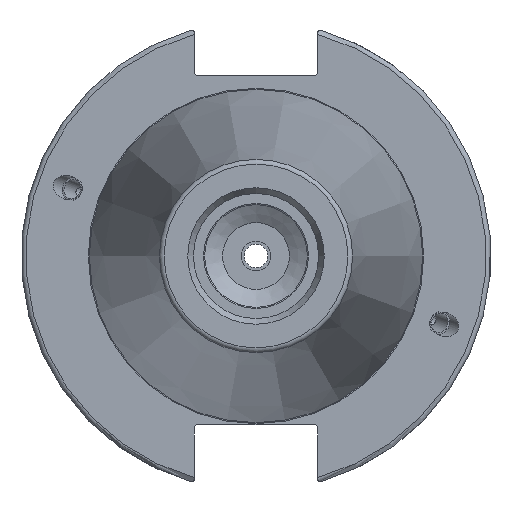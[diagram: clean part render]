
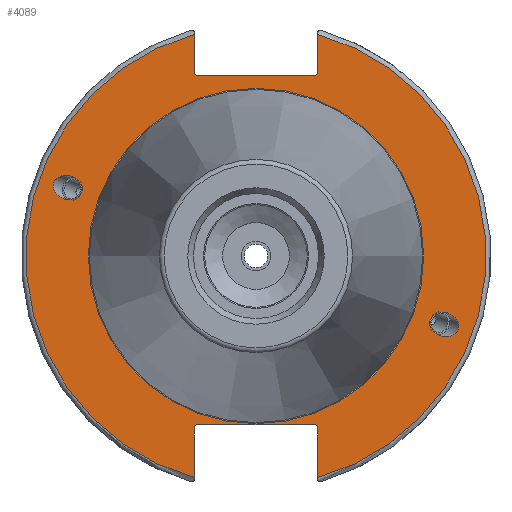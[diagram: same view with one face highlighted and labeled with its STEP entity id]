
A CAD part, left-side view. The second image highlights one B-rep face of the part: STEP entity #4089.
In plain terms, the highlighted planar face has unit normal (-1, 0, 0).
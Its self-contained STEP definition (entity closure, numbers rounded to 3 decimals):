
#79=ELLIPSE('',#4494,3.052,2.5);
#80=ELLIPSE('',#4528,3.052,2.5);
#238=FACE_BOUND('',#780,.T.);
#239=FACE_BOUND('',#781,.T.);
#240=FACE_BOUND('',#782,.T.);
#283=PLANE('',#4538);
#499=FACE_OUTER_BOUND('',#779,.T.);
#779=EDGE_LOOP('',(#3026,#3027,#3028,#3029,#3030,#3031,#3032,#3033,#3034,
#3035,#3036,#3037));
#780=EDGE_LOOP('',(#3038));
#781=EDGE_LOOP('',(#3039));
#782=EDGE_LOOP('',(#3040));
#1062=LINE('',#6863,#1304);
#1063=LINE('',#6865,#1305);
#1064=LINE('',#6867,#1306);
#1065=LINE('',#6869,#1307);
#1066=LINE('',#6871,#1308);
#1067=LINE('',#6875,#1309);
#1068=LINE('',#6877,#1310);
#1069=LINE('',#6879,#1311);
#1070=LINE('',#6881,#1312);
#1071=LINE('',#6882,#1313);
#1304=VECTOR('',#5242,10.);
#1305=VECTOR('',#5243,10.);
#1306=VECTOR('',#5244,10.);
#1307=VECTOR('',#5245,10.);
#1308=VECTOR('',#5246,10.);
#1309=VECTOR('',#5249,10.);
#1310=VECTOR('',#5250,10.);
#1311=VECTOR('',#5251,10.);
#1312=VECTOR('',#5252,10.);
#1313=VECTOR('',#5253,10.);
#1553=CIRCLE('',#4536,35.125);
#1555=CIRCLE('',#4539,48.213);
#1556=CIRCLE('',#4540,48.213);
#1801=VERTEX_POINT('',#6580);
#1839=VERTEX_POINT('',#6839);
#1844=VERTEX_POINT('',#6854);
#1845=VERTEX_POINT('',#6859);
#1846=VERTEX_POINT('',#6860);
#1847=VERTEX_POINT('',#6862);
#1848=VERTEX_POINT('',#6864);
#1849=VERTEX_POINT('',#6866);
#1850=VERTEX_POINT('',#6868);
#1851=VERTEX_POINT('',#6870);
#1852=VERTEX_POINT('',#6872);
#1853=VERTEX_POINT('',#6874);
#1854=VERTEX_POINT('',#6876);
#1855=VERTEX_POINT('',#6878);
#1856=VERTEX_POINT('',#6880);
#2231=EDGE_CURVE('',#1801,#1801,#79,.T.);
#2282=EDGE_CURVE('',#1839,#1839,#80,.T.);
#2289=EDGE_CURVE('',#1844,#1844,#1553,.T.);
#2291=EDGE_CURVE('',#1845,#1846,#1555,.T.);
#2292=EDGE_CURVE('',#1845,#1847,#1062,.T.);
#2293=EDGE_CURVE('',#1848,#1847,#1063,.T.);
#2294=EDGE_CURVE('',#1848,#1849,#1064,.T.);
#2295=EDGE_CURVE('',#1850,#1849,#1065,.T.);
#2296=EDGE_CURVE('',#1850,#1851,#1066,.T.);
#2297=EDGE_CURVE('',#1852,#1851,#1556,.T.);
#2298=EDGE_CURVE('',#1852,#1853,#1067,.T.);
#2299=EDGE_CURVE('',#1854,#1853,#1068,.T.);
#2300=EDGE_CURVE('',#1854,#1855,#1069,.T.);
#2301=EDGE_CURVE('',#1856,#1855,#1070,.T.);
#2302=EDGE_CURVE('',#1856,#1846,#1071,.T.);
#3026=ORIENTED_EDGE('',*,*,#2291,.F.);
#3027=ORIENTED_EDGE('',*,*,#2292,.T.);
#3028=ORIENTED_EDGE('',*,*,#2293,.F.);
#3029=ORIENTED_EDGE('',*,*,#2294,.T.);
#3030=ORIENTED_EDGE('',*,*,#2295,.F.);
#3031=ORIENTED_EDGE('',*,*,#2296,.T.);
#3032=ORIENTED_EDGE('',*,*,#2297,.F.);
#3033=ORIENTED_EDGE('',*,*,#2298,.T.);
#3034=ORIENTED_EDGE('',*,*,#2299,.F.);
#3035=ORIENTED_EDGE('',*,*,#2300,.T.);
#3036=ORIENTED_EDGE('',*,*,#2301,.F.);
#3037=ORIENTED_EDGE('',*,*,#2302,.T.);
#3038=ORIENTED_EDGE('',*,*,#2231,.T.);
#3039=ORIENTED_EDGE('',*,*,#2282,.T.);
#3040=ORIENTED_EDGE('',*,*,#2289,.F.);
#4089=ADVANCED_FACE('',(#499,#238,#239,#240),#283,.T.);
#4494=AXIS2_PLACEMENT_3D('',#6582,#5132,#5133);
#4528=AXIS2_PLACEMENT_3D('',#6841,#5216,#5217);
#4536=AXIS2_PLACEMENT_3D('',#6856,#5234,#5235);
#4538=AXIS2_PLACEMENT_3D('',#6858,#5238,#5239);
#4539=AXIS2_PLACEMENT_3D('',#6861,#5240,#5241);
#4540=AXIS2_PLACEMENT_3D('',#6873,#5247,#5248);
#5132=DIRECTION('center_axis',(1.,0.,0.));
#5133=DIRECTION('ref_axis',(0.,-0.94,-0.342));
#5216=DIRECTION('center_axis',(1.,0.,0.));
#5217=DIRECTION('ref_axis',(0.,0.94,0.342));
#5234=DIRECTION('center_axis',(-1.,0.,0.));
#5235=DIRECTION('ref_axis',(0.,-1.,0.));
#5238=DIRECTION('center_axis',(-1.,0.,0.));
#5239=DIRECTION('ref_axis',(0.,0.,1.));
#5240=DIRECTION('center_axis',(1.,0.,0.));
#5241=DIRECTION('ref_axis',(0.,-1.,0.));
#5242=DIRECTION('',(0.,0.,-1.));
#5243=DIRECTION('',(0.,-0.707,0.707));
#5244=DIRECTION('',(0.,1.,0.));
#5245=DIRECTION('',(0.,-0.707,-0.707));
#5246=DIRECTION('',(0.,0.,1.));
#5247=DIRECTION('center_axis',(1.,0.,0.));
#5248=DIRECTION('ref_axis',(0.,1.,0.));
#5249=DIRECTION('',(0.,0.,1.));
#5250=DIRECTION('',(0.,0.707,-0.707));
#5251=DIRECTION('',(0.,-1.,0.));
#5252=DIRECTION('',(0.,0.707,0.707));
#5253=DIRECTION('',(0.,0.,-1.));
#6580=CARTESIAN_POINT('',(3.175,-36.599,-13.321));
#6582=CARTESIAN_POINT('Origin',(3.175,-39.467,-14.365));
#6839=CARTESIAN_POINT('',(3.175,36.599,13.321));
#6841=CARTESIAN_POINT('Origin',(3.175,39.467,14.365));
#6854=CARTESIAN_POINT('',(3.175,0.,35.125));
#6856=CARTESIAN_POINT('Origin',(3.175,0.,0.));
#6858=CARTESIAN_POINT('Origin',(3.175,49.213,0.));
#6859=CARTESIAN_POINT('',(3.175,-12.95,46.441));
#6860=CARTESIAN_POINT('',(3.175,-12.95,-46.441));
#6861=CARTESIAN_POINT('Origin',(3.175,0.,0.));
#6862=CARTESIAN_POINT('',(3.175,-12.95,38.219));
#6863=CARTESIAN_POINT('',(3.175,-12.95,18.86));
#6864=CARTESIAN_POINT('',(3.175,-12.45,37.719));
#6865=CARTESIAN_POINT('',(3.175,12.27,12.999));
#6866=CARTESIAN_POINT('',(3.175,12.45,37.719));
#6867=CARTESIAN_POINT('',(3.175,24.606,37.719));
#6868=CARTESIAN_POINT('',(3.175,12.95,38.219));
#6869=CARTESIAN_POINT('',(3.175,12.336,37.605));
#6870=CARTESIAN_POINT('',(3.175,12.95,46.441));
#6871=CARTESIAN_POINT('',(3.175,12.95,18.86));
#6872=CARTESIAN_POINT('',(3.175,12.95,-46.441));
#6873=CARTESIAN_POINT('Origin',(3.175,0.,0.));
#6874=CARTESIAN_POINT('',(3.175,12.95,-35.806));
#6875=CARTESIAN_POINT('',(3.175,12.95,-17.653));
#6876=CARTESIAN_POINT('',(3.175,12.45,-35.306));
#6877=CARTESIAN_POINT('',(3.175,12.939,-35.795));
#6878=CARTESIAN_POINT('',(3.175,-12.45,-35.306));
#6879=CARTESIAN_POINT('',(3.175,24.606,-35.306));
#6880=CARTESIAN_POINT('',(3.175,-12.95,-35.806));
#6881=CARTESIAN_POINT('',(3.175,11.667,-11.189));
#6882=CARTESIAN_POINT('',(3.175,-12.95,-17.653));
